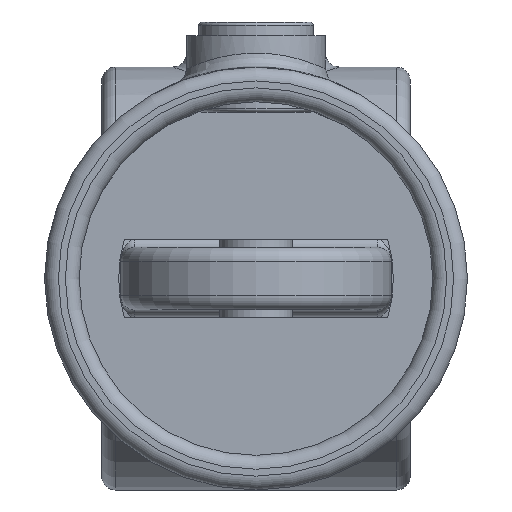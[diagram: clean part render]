
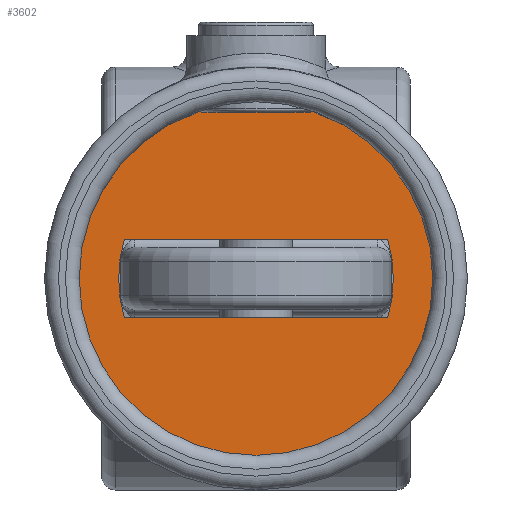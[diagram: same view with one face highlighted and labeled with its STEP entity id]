
A CAD part, front view. The second image highlights one B-rep face of the part: STEP entity #3602.
In plain terms, the highlighted planar face has unit normal (0, -1, 0).
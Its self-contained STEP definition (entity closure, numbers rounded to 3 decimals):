
#107 = DIRECTION ( 'NONE',  ( 0., 1., 0. ) ) ;
#185 = AXIS2_PLACEMENT_3D ( 'NONE', #4245, #1471, #339 ) ;
#339 = DIRECTION ( 'NONE',  ( 0., 0., 1. ) ) ;
#340 = CARTESIAN_POINT ( 'NONE',  ( -19., 50., 5.6 ) ) ;
#437 = EDGE_LOOP ( 'NONE', ( #4625, #2335, #3846, #4391 ) ) ;
#490 = CARTESIAN_POINT ( 'NONE',  ( 0., 50., 0. ) ) ;
#524 = EDGE_LOOP ( 'NONE', ( #4561 ) ) ;
#786 = LINE ( 'NONE', #1128, #4920 ) ;
#864 = VERTEX_POINT ( 'NONE', #1068 ) ;
#1005 = VERTEX_POINT ( 'NONE', #3719 ) ;
#1068 = CARTESIAN_POINT ( 'NONE',  ( -19., 50., -5.6 ) ) ;
#1128 = CARTESIAN_POINT ( 'NONE',  ( 0., 50., 5.6 ) ) ;
#1145 = CARTESIAN_POINT ( 'NONE',  ( 0., 50., 0. ) ) ;
#1471 = DIRECTION ( 'NONE',  ( 0., 1., 0. ) ) ;
#1870 = AXIS2_PLACEMENT_3D ( 'NONE', #490, #107, #2123 ) ;
#1891 = CIRCLE ( 'NONE', #3496, 19.808 ) ;
#2048 = CARTESIAN_POINT ( 'NONE',  ( 0., 50., 25.5 ) ) ;
#2099 = EDGE_CURVE ( 'NONE', #4828, #1005, #2242, .T. ) ;
#2116 = VERTEX_POINT ( 'NONE', #2048 ) ;
#2123 = DIRECTION ( 'NONE',  ( 0., 0., 1. ) ) ;
#2225 = CARTESIAN_POINT ( 'NONE',  ( 19., 50., 5.6 ) ) ;
#2242 = CIRCLE ( 'NONE', #1870, 19.808 ) ;
#2335 = ORIENTED_EDGE ( 'NONE', *, *, #3187, .T. ) ;
#2466 = LINE ( 'NONE', #3356, #2715 ) ;
#2487 = EDGE_CURVE ( 'NONE', #2116, #2116, #3137, .T. ) ;
#2515 = DIRECTION ( 'NONE',  ( -1., 0., 0. ) ) ;
#2715 = VECTOR ( 'NONE', #2515, 1000. ) ;
#2903 = EDGE_CURVE ( 'NONE', #1005, #864, #2466, .T. ) ;
#2947 = DIRECTION ( 'NONE',  ( 0., 0., 1. ) ) ;
#3017 = DIRECTION ( 'NONE',  ( 0., 1., 0. ) ) ;
#3137 = CIRCLE ( 'NONE', #4863, 25.5 ) ;
#3187 = EDGE_CURVE ( 'NONE', #864, #3207, #1891, .T. ) ;
#3207 = VERTEX_POINT ( 'NONE', #340 ) ;
#3356 = CARTESIAN_POINT ( 'NONE',  ( 0., 50., -5.6 ) ) ;
#3478 = DIRECTION ( 'NONE',  ( 1., 0., 0. ) ) ;
#3496 = AXIS2_PLACEMENT_3D ( 'NONE', #1145, #4364, #3951 ) ;
#3602 = ADVANCED_FACE ( 'NONE', ( #4778, #4032 ), #3844, .F. ) ;
#3719 = CARTESIAN_POINT ( 'NONE',  ( 19., 50., -5.6 ) ) ;
#3785 = CARTESIAN_POINT ( 'NONE',  ( 0., 50., 0. ) ) ;
#3844 = PLANE ( 'NONE',  #185 ) ;
#3846 = ORIENTED_EDGE ( 'NONE', *, *, #4975, .T. ) ;
#3951 = DIRECTION ( 'NONE',  ( 0., 0., 1. ) ) ;
#4032 = FACE_OUTER_BOUND ( 'NONE', #524, .T. ) ;
#4245 = CARTESIAN_POINT ( 'NONE',  ( 0., 50., 0. ) ) ;
#4364 = DIRECTION ( 'NONE',  ( 0., 1., 0. ) ) ;
#4391 = ORIENTED_EDGE ( 'NONE', *, *, #2099, .T. ) ;
#4561 = ORIENTED_EDGE ( 'NONE', *, *, #2487, .F. ) ;
#4625 = ORIENTED_EDGE ( 'NONE', *, *, #2903, .T. ) ;
#4778 = FACE_BOUND ( 'NONE', #437, .T. ) ;
#4828 = VERTEX_POINT ( 'NONE', #2225 ) ;
#4863 = AXIS2_PLACEMENT_3D ( 'NONE', #3785, #3017, #2947 ) ;
#4920 = VECTOR ( 'NONE', #3478, 1000. ) ;
#4975 = EDGE_CURVE ( 'NONE', #3207, #4828, #786, .T. ) ;
